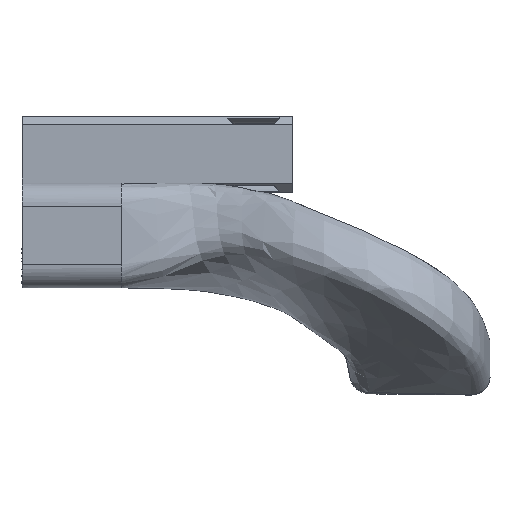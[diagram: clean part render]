
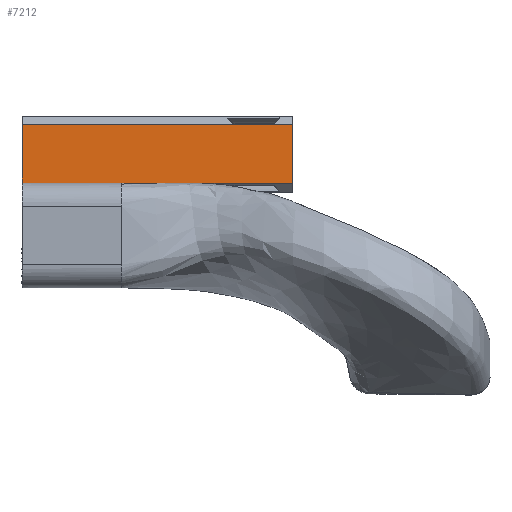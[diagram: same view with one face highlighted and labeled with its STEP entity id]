
A CAD part, left-side view. The second image highlights one B-rep face of the part: STEP entity #7212.
In plain terms, the highlighted planar face has unit normal (-1, 0, 0).
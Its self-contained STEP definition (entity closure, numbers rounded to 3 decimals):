
#261=PLANE('',#7611);
#791=FACE_OUTER_BOUND('',#1177,.T.);
#1177=EDGE_LOOP('',(#5610,#5611,#5612,#5613,#5614));
#1562=LINE('',#15171,#1966);
#1615=LINE('',#15365,#2019);
#1657=LINE('',#17213,#2061);
#1671=LINE('',#17242,#2075);
#1672=LINE('',#17243,#2076);
#1966=VECTOR('',#8186,7.5);
#2019=VECTOR('',#8287,7.5);
#2061=VECTOR('',#8387,10.);
#2075=VECTOR('',#8423,27.3);
#2076=VECTOR('',#8424,22.);
#3012=VERTEX_POINT('',#15168);
#3013=VERTEX_POINT('',#15170);
#3077=VERTEX_POINT('',#15362);
#3078=VERTEX_POINT('',#15364);
#3138=VERTEX_POINT('',#17211);
#3906=EDGE_CURVE('',#3012,#3013,#1562,.T.);
#3978=EDGE_CURVE('',#3078,#3077,#1615,.T.);
#4061=EDGE_CURVE('',#3138,#3012,#1657,.T.);
#4075=EDGE_CURVE('',#3077,#3013,#1671,.T.);
#4076=EDGE_CURVE('',#3078,#3138,#1672,.T.);
#5610=ORIENTED_EDGE('',*,*,#3978,.T.);
#5611=ORIENTED_EDGE('',*,*,#4075,.T.);
#5612=ORIENTED_EDGE('',*,*,#3906,.F.);
#5613=ORIENTED_EDGE('',*,*,#4061,.F.);
#5614=ORIENTED_EDGE('',*,*,#4076,.F.);
#7212=ADVANCED_FACE('',(#791),#261,.T.);
#7611=AXIS2_PLACEMENT_3D('',#17241,#8421,#8422);
#8186=DIRECTION('',(0.,1.,0.));
#8287=DIRECTION('',(0.,1.,0.));
#8387=DIRECTION('',(0.,0.,-1.));
#8421=DIRECTION('center_axis',(-1.,0.,0.));
#8422=DIRECTION('ref_axis',(0.,1.,0.));
#8423=DIRECTION('',(0.,0.,-1.));
#8424=DIRECTION('',(0.,0.,-1.));
#15168=CARTESIAN_POINT('',(58.,21.35,-20.2));
#15170=CARTESIAN_POINT('',(58.,28.85,-20.2));
#15171=CARTESIAN_POINT('',(58.,21.35,-20.2));
#15362=CARTESIAN_POINT('',(58.,28.85,14.6));
#15364=CARTESIAN_POINT('',(58.,21.35,14.6));
#15365=CARTESIAN_POINT('',(58.,21.35,14.6));
#17211=CARTESIAN_POINT('',(58.,21.35,-7.4));
#17213=CARTESIAN_POINT('',(58.,21.35,-12.7));
#17241=CARTESIAN_POINT('Origin',(58.,25.6,14.6));
#17242=CARTESIAN_POINT('',(58.,28.85,14.6));
#17243=CARTESIAN_POINT('',(58.,21.35,14.6));
